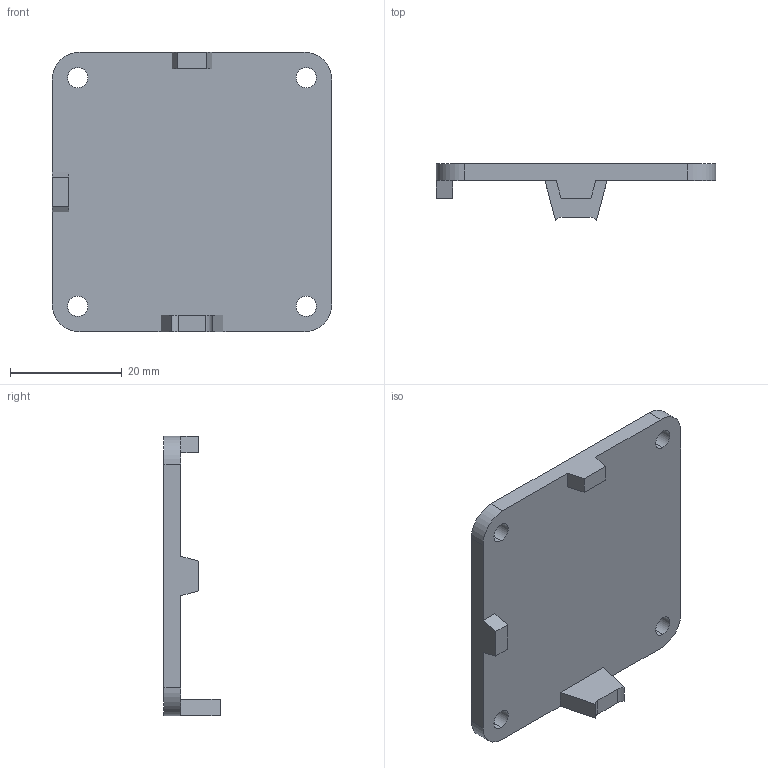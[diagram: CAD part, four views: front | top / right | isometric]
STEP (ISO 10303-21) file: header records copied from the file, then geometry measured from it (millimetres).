
FILE_DESCRIPTION (( 'STEP AP203' ), '1' );
FILE_NAME ('splitter-top.STEP', '2025-06-28T17:35:39', ( '' ), ( '' ), 'SwSTEP 2.0', 'SolidWorks 2017', '' );
FILE_SCHEMA (( 'CONFIG_CONTROL_DESIGN' ));
Length unit declared in the file: millimetre
Products named in the file (1): splitter-top
Bounding box: 50 x 10.04 x 50 mm (x, y, z)
Volume: 7613.4 mm3; surface area: 5842.6 mm2
Topology: 1 solids, 1 shells, 40 faces, 106 edges, 68 vertices
Faces by surface type: plane 18, cylinder 14, cone 8
Entity records: 1335 total; most frequent: DIRECTION 224, CARTESIAN_POINT 215, ORIENTED_EDGE 212, EDGE_CURVE 106, AXIS2_PLACEMENT_3D 77, VECTOR 70, LINE 70, VERTEX_POINT 68
